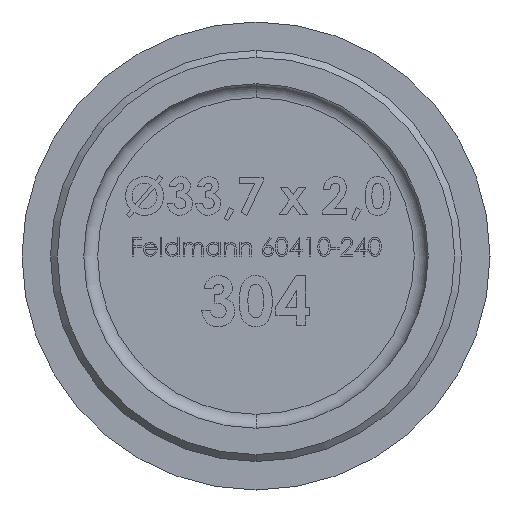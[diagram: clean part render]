
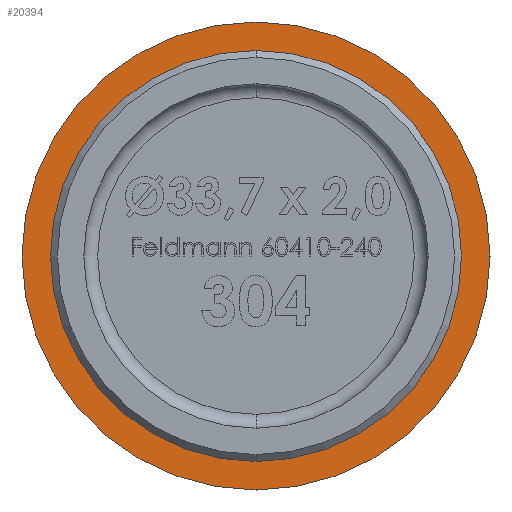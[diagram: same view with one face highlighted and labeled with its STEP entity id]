
A CAD part, front view. The second image highlights one B-rep face of the part: STEP entity #20394.
In plain terms, the highlighted planar face has unit normal (0, -1, 0).
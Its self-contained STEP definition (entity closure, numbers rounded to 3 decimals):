
#891 = EDGE_LOOP ( 'NONE', ( #2581, #18192 ) ) ;
#1078 = DIRECTION ( 'NONE',  ( 0., 0., -1. ) ) ;
#2059 = CARTESIAN_POINT ( 'NONE',  ( 0., 30., 0. ) ) ;
#2473 = CARTESIAN_POINT ( 'NONE',  ( 0., 30., 0. ) ) ;
#2551 = VERTEX_POINT ( 'NONE', #19862 ) ;
#2581 = ORIENTED_EDGE ( 'NONE', *, *, #6059, .F. ) ;
#3448 = VERTEX_POINT ( 'NONE', #5517 ) ;
#3800 = EDGE_CURVE ( 'NONE', #3448, #11508, #10471, .T. ) ;
#3821 = VERTEX_POINT ( 'NONE', #15200 ) ;
#4385 = DIRECTION ( 'NONE',  ( 0., -1., 0. ) ) ;
#4428 = FACE_BOUND ( 'NONE', #891, .T. ) ;
#4588 = AXIS2_PLACEMENT_3D ( 'NONE', #19343, #20920, #17903 ) ;
#5517 = CARTESIAN_POINT ( 'NONE',  ( 0., 30., 14.6 ) ) ;
#6051 = EDGE_CURVE ( 'NONE', #2551, #3821, #13722, .T. ) ;
#6059 = EDGE_CURVE ( 'NONE', #11508, #3448, #9783, .T. ) ;
#6114 = ORIENTED_EDGE ( 'NONE', *, *, #6051, .T. ) ;
#6528 = AXIS2_PLACEMENT_3D ( 'NONE', #17751, #4385, #7794 ) ;
#7623 = CARTESIAN_POINT ( 'NONE',  ( 16.85, 30., 0. ) ) ;
#7772 = DIRECTION ( 'NONE',  ( 0., -1., 0. ) ) ;
#7794 = DIRECTION ( 'NONE',  ( 0., 0., -1. ) ) ;
#7914 = PLANE ( 'NONE',  #13735 ) ;
#9783 = CIRCLE ( 'NONE', #6528, 14.6 ) ;
#10471 = CIRCLE ( 'NONE', #11092, 14.6 ) ;
#10649 = DIRECTION ( 'NONE',  ( 0., 0., -1. ) ) ;
#11092 = AXIS2_PLACEMENT_3D ( 'NONE', #2059, #13461, #18616 ) ;
#11508 = VERTEX_POINT ( 'NONE', #20157 ) ;
#11981 = ORIENTED_EDGE ( 'NONE', *, *, #13443, .T. ) ;
#12332 = DIRECTION ( 'NONE',  ( 0., -1., 0. ) ) ;
#13443 = EDGE_CURVE ( 'NONE', #3821, #2551, #18823, .T. ) ;
#13461 = DIRECTION ( 'NONE',  ( 0., -1., 0. ) ) ;
#13722 = CIRCLE ( 'NONE', #4588, 16.85 ) ;
#13735 = AXIS2_PLACEMENT_3D ( 'NONE', #7623, #7772, #1078 ) ;
#15200 = CARTESIAN_POINT ( 'NONE',  ( 0., 30., 16.85 ) ) ;
#15970 = EDGE_LOOP ( 'NONE', ( #6114, #11981 ) ) ;
#17751 = CARTESIAN_POINT ( 'NONE',  ( 0., 30., 0. ) ) ;
#17903 = DIRECTION ( 'NONE',  ( 0., 0., -1. ) ) ;
#18192 = ORIENTED_EDGE ( 'NONE', *, *, #3800, .F. ) ;
#18616 = DIRECTION ( 'NONE',  ( 0., 0., -1. ) ) ;
#18823 = CIRCLE ( 'NONE', #19504, 16.85 ) ;
#19343 = CARTESIAN_POINT ( 'NONE',  ( 0., 30., 0. ) ) ;
#19504 = AXIS2_PLACEMENT_3D ( 'NONE', #2473, #12332, #10649 ) ;
#19862 = CARTESIAN_POINT ( 'NONE',  ( 0., 30., -16.85 ) ) ;
#20013 = FACE_OUTER_BOUND ( 'NONE', #15970, .T. ) ;
#20157 = CARTESIAN_POINT ( 'NONE',  ( 0., 30., -14.6 ) ) ;
#20394 = ADVANCED_FACE ( 'NONE', ( #20013, #4428 ), #7914, .T. ) ;
#20920 = DIRECTION ( 'NONE',  ( 0., -1., 0. ) ) ;
